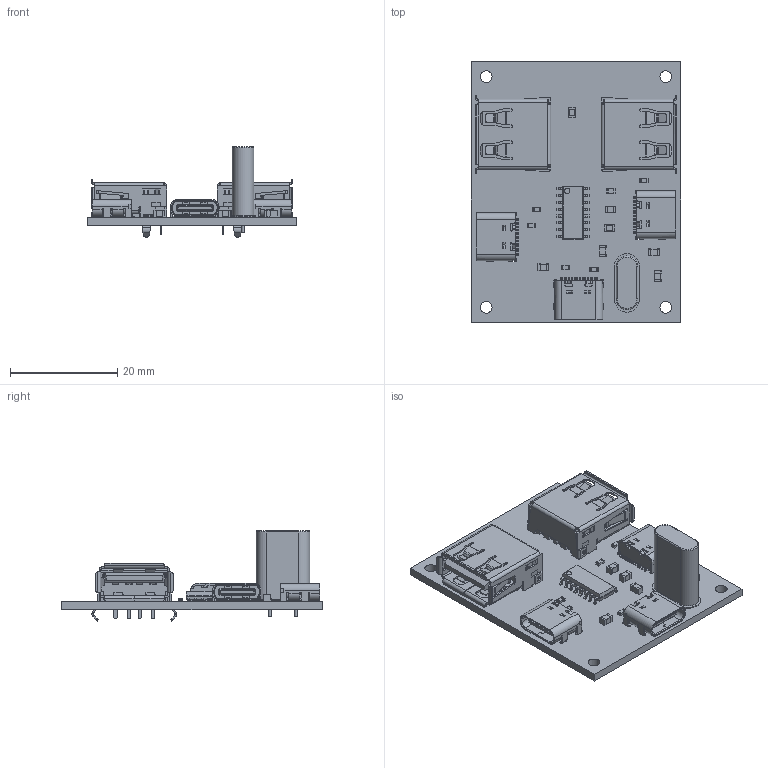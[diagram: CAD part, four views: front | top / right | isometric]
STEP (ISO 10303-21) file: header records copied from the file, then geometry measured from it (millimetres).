
FILE_DESCRIPTION(/* description */ ('KiCad electronic assembly'),/* implementation_level */ '2;1');
FILE_NAME(/* name */ 'PCB.step',/* time_stamp */ '2025-07-29T11:56:39-04:00',/* author */ (''),/* organization */ (''),/* preprocessor_version */ 'ST-DEVELOPER v20.1',/* originating_system */ 'Autodesk Translation Framework v14.10.0.0',/* authorisation */ '');
FILE_SCHEMA (('AUTOMOTIVE_DESIGN { 1 0 10303 214 3 1 1 }'));
Length unit declared in the file: millimetre
Products named in the file (11): AAAA 1; SL2.1A--3DModel-STEP-269445; Crystal_HC49-U_Vertical; jenin usb hub_PCB; USB-A1HSW6--3DModel-STEP-740395; USB-A1HSW6 shell; test; R_0603_1608Metric; C_0805_2012Metric; TYPE-C-31-M-12--3DModel-STEP-56544; TYPE-C-31-M-12
Assembly tree (24 placements, depth 3):
  AAAA 1
    R_0603_1608Metric  x6
    C_0805_2012Metric  x7
    TYPE-C-31-M-12--3DModel-STEP-56544  x3
      TYPE-C-31-M-12
    USB-A1HSW6--3DModel-STEP-740395  x2
      USB-A1HSW6 shell
      test
    SL2.1A--3DModel-STEP-269445
    Crystal_HC49-U_Vertical
    jenin usb hub_PCB
Bounding box: 39 x 48.5 x 16.8 mm (x, y, z)
Volume: 4789.7 mm3; surface area: 10550.2 mm2
Topology: 183 solids, 183 shells, 4312 faces, 11023 edges, 7102 vertices
Faces by surface type: plane 3220, cylinder 1032, cone 54, bspline 4, torus 2
Full cylindrical faces by diameter (mm): 0.5 x8, 0.65 x6, 0.8 x2, 1 x2, 2.2 x4
Entity records: 57124 total; most frequent: CARTESIAN_POINT 10173, ORIENTED_EDGE 9632, DIRECTION 9564, EDGE_CURVE 4816, LINE 3786, VECTOR 3786, VERTEX_POINT 3106, AXIS2_PLACEMENT_3D 2889
